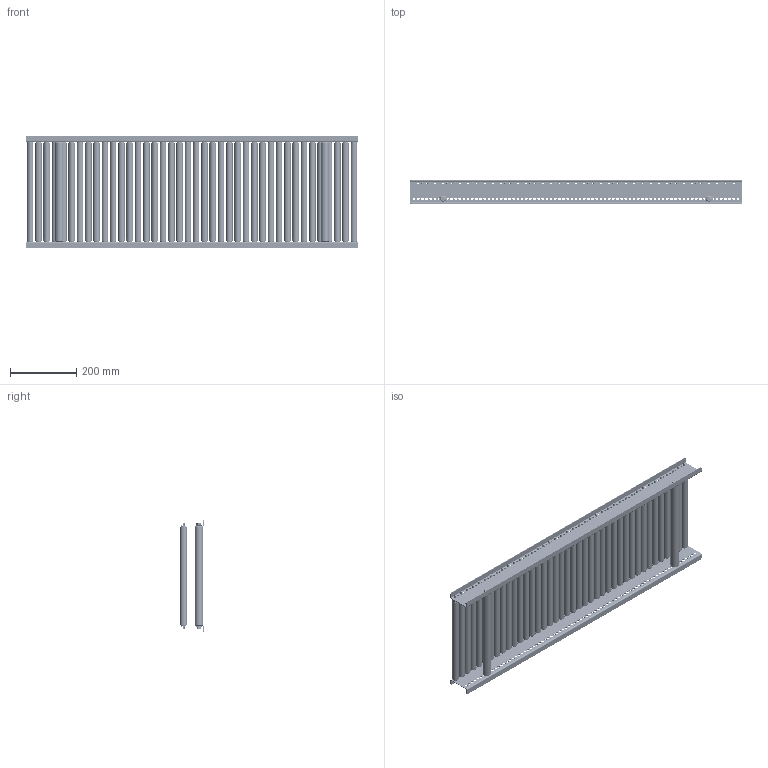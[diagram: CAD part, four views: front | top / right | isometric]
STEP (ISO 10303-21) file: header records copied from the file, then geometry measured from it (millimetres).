
FILE_DESCRIPTION (( 'STEP AP214' ), '1' );
FILE_NAME ('0051398.step', '2021-10-26T13:32:53', ( '' ), ( '' ), 'SwSTEP 2.0', 'SolidWorks 2020', '' );
FILE_SCHEMA (( 'AUTOMOTIVE_DESIGN' ));
Length unit declared in the file: millimetre
Products named in the file (8): S100994_Sperrzahnschraube_M08x16-8.8-A2K; 0051398; 0026257_TYP-KUT50-20X1,5-6; Profil_KRB-20x70x20x2_KFG_S100204_U-PROFIL-20-70-20-2-KRB-�20-L=1000; 0039777_Achse-ﾘ06-FA-KFG_L=320 f〉 D20; 0017012_Tragrollenrohr-Ø20x1,5KU_KFG_L280; Traversen_KFG_L300; KUT50-20x1,5-KU-A6_FA-EL=KFG_L=300
Assembly tree (52 placements, depth 3):
  0051398
    Profil_KRB-20x70x20x2_KFG_S100204_U-PROFIL-20-70-20-2-KRB-�20-L=1000  x2
    KUT50-20x1,5-KU-A6_FA-EL=KFG_L=300  x40
      0039777_Achse-ﾘ06-FA-KFG_L=320 f〉 D20
      0017012_Tragrollenrohr-Ø20x1,5KU_KFG_L280
      0026257_TYP-KUT50-20X1,5-6
    Traversen_KFG_L300  x2
    S100994_Sperrzahnschraube_M08x16-8.8-A2K  x4
Bounding box: 1000 x 71 x 340 mm (x, y, z)
Volume: 2114533.5 mm3; surface area: 2403714.6 mm2
Topology: 252 solids, 252 shells, 10672 faces, 25616 edges, 16024 vertices
Faces by surface type: cylinder 3968, plane 3560, bspline 1440, cone 1368, torus 336
Entity records: 21353 total; most frequent: CARTESIAN_POINT 4052, DIRECTION 3532, ORIENTED_EDGE 3008, EDGE_CURVE 1504, AXIS2_PLACEMENT_3D 1493, VERTEX_POINT 976, EDGE_LOOP 898, CIRCLE 896
